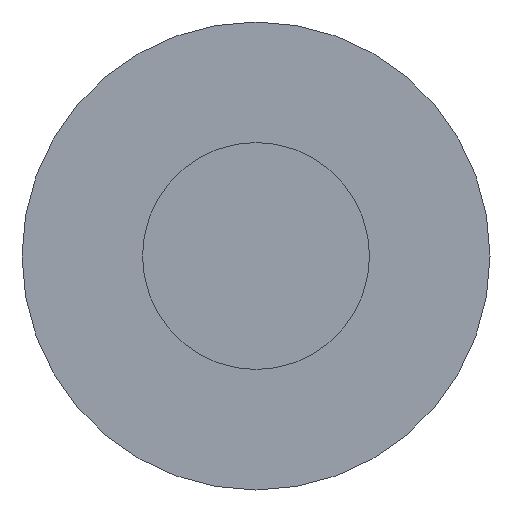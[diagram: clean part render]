
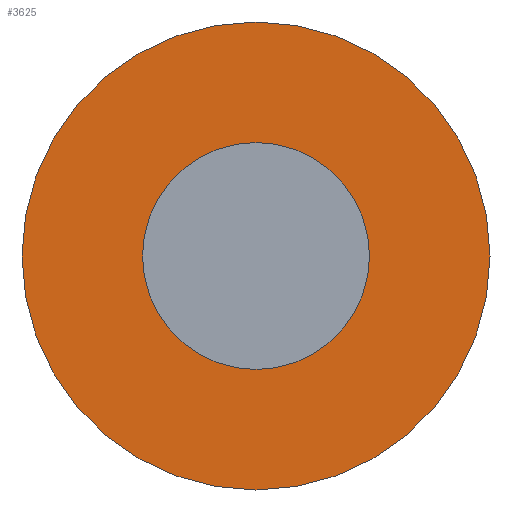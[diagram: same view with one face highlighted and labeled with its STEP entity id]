
A CAD part, left-side view. The second image highlights one B-rep face of the part: STEP entity #3625.
In plain terms, the highlighted planar face has unit normal (-1, 0, 0).
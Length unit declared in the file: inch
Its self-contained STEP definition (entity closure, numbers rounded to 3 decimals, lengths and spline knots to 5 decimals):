
#64 = CARTESIAN_POINT ( 'NONE',  ( 1.25, 0., 0. ) ) ;
#194 = EDGE_CURVE ( 'NONE', #589, #1275, #2675, .T. ) ;
#246 = DIRECTION ( 'NONE',  ( 1., 0., 0. ) ) ;
#265 = AXIS2_PLACEMENT_3D ( 'NONE', #2899, #246, #2297 ) ;
#327 = AXIS2_PLACEMENT_3D ( 'NONE', #520, #2921, #1450 ) ;
#352 = DIRECTION ( 'NONE',  ( 0., 0., -1. ) ) ;
#375 = CARTESIAN_POINT ( 'NONE',  ( 1.25, 0., 2. ) ) ;
#520 = CARTESIAN_POINT ( 'NONE',  ( 1.25, 0., 0. ) ) ;
#589 = VERTEX_POINT ( 'NONE', #2167 ) ;
#691 = ORIENTED_EDGE ( 'NONE', *, *, #1222, .T. ) ;
#730 = FACE_BOUND ( 'NONE', #763, .T. ) ;
#763 = EDGE_LOOP ( 'NONE', ( #691, #2252 ) ) ;
#856 = VERTEX_POINT ( 'NONE', #375 ) ;
#1222 = EDGE_CURVE ( 'NONE', #856, #2851, #2629, .T. ) ;
#1275 = VERTEX_POINT ( 'NONE', #3084 ) ;
#1450 = DIRECTION ( 'NONE',  ( 0., 0., 1. ) ) ;
#1669 = AXIS2_PLACEMENT_3D ( 'NONE', #2224, #1693, #3143 ) ;
#1693 = DIRECTION ( 'NONE',  ( 1., 0., 0. ) ) ;
#1706 = CIRCLE ( 'NONE', #2510, 4.125 ) ;
#2048 = CARTESIAN_POINT ( 'NONE',  ( 1.25, 0., 0. ) ) ;
#2167 = CARTESIAN_POINT ( 'NONE',  ( 1.25, 0., 4.125 ) ) ;
#2207 = ORIENTED_EDGE ( 'NONE', *, *, #2893, .T. ) ;
#2224 = CARTESIAN_POINT ( 'NONE',  ( 1.25, 2., 0. ) ) ;
#2240 = FACE_OUTER_BOUND ( 'NONE', #3177, .T. ) ;
#2252 = ORIENTED_EDGE ( 'NONE', *, *, #2439, .T. ) ;
#2297 = DIRECTION ( 'NONE',  ( 0., 0., -1. ) ) ;
#2318 = CARTESIAN_POINT ( 'NONE',  ( 1.25, 0., -2. ) ) ;
#2421 = DIRECTION ( 'NONE',  ( 1., 0., 0. ) ) ;
#2439 = EDGE_CURVE ( 'NONE', #2851, #856, #3419, .T. ) ;
#2510 = AXIS2_PLACEMENT_3D ( 'NONE', #2048, #3496, #2938 ) ;
#2629 = CIRCLE ( 'NONE', #3000, 2. ) ;
#2675 = CIRCLE ( 'NONE', #327, 4.125 ) ;
#2817 = PLANE ( 'NONE',  #1669 ) ;
#2830 = ORIENTED_EDGE ( 'NONE', *, *, #194, .T. ) ;
#2851 = VERTEX_POINT ( 'NONE', #2318 ) ;
#2893 = EDGE_CURVE ( 'NONE', #1275, #589, #1706, .T. ) ;
#2899 = CARTESIAN_POINT ( 'NONE',  ( 1.25, 0., 0. ) ) ;
#2921 = DIRECTION ( 'NONE',  ( -1., 0., 0. ) ) ;
#2938 = DIRECTION ( 'NONE',  ( 0., 0., 1. ) ) ;
#3000 = AXIS2_PLACEMENT_3D ( 'NONE', #64, #2421, #352 ) ;
#3084 = CARTESIAN_POINT ( 'NONE',  ( 1.25, 0., -4.125 ) ) ;
#3143 = DIRECTION ( 'NONE',  ( 0., 0., -1. ) ) ;
#3177 = EDGE_LOOP ( 'NONE', ( #2830, #2207 ) ) ;
#3419 = CIRCLE ( 'NONE', #265, 2. ) ;
#3496 = DIRECTION ( 'NONE',  ( -1., 0., 0. ) ) ;
#3625 = ADVANCED_FACE ( 'NONE', ( #730, #2240 ), #2817, .F. ) ;
